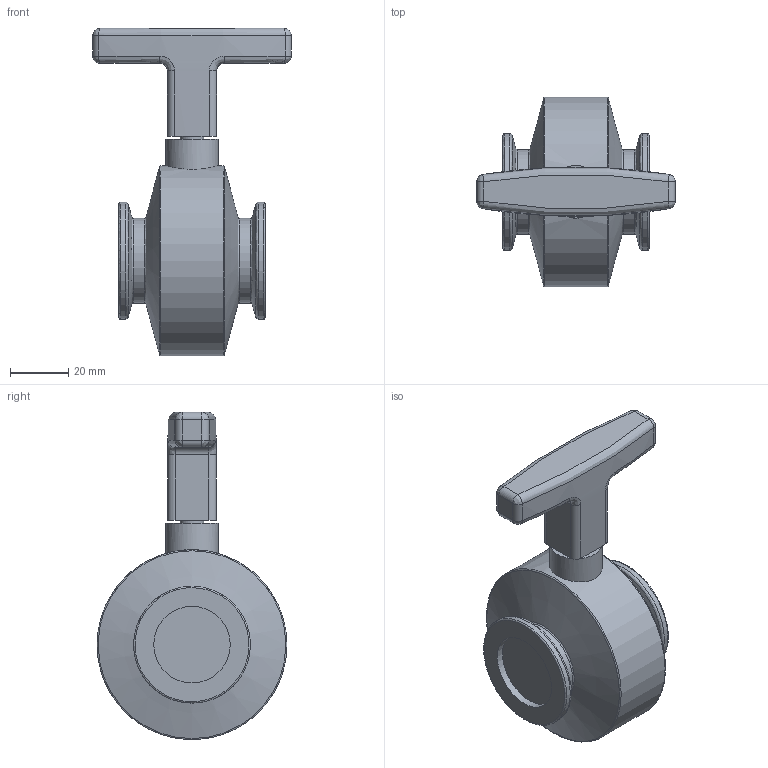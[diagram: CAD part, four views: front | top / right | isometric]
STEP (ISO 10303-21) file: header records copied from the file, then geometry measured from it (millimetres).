
FILE_DESCRIPTION (( 'STEP AP214' ), '1' );
FILE_NAME ('FULLVAC VPI1KF25.STEP', '2019-03-26T11:04:44', ( '' ), ( '' ), 'SwSTEP 2.0', 'SolidWorks 2017', '' );
FILE_SCHEMA (( 'AUTOMOTIVE_DESIGN' ));
Length unit declared in the file: millimetre
Products named in the file (4): 3^VPI1KF25; 2^VPI1KF25; 1^VPI1KF25; FULLVAC VPI1KF25
Assembly tree (3 placements, depth 2):
  FULLVAC VPI1KF25
    1^VPI1KF25
    2^VPI1KF25
    3^VPI1KF25
Bounding box: 68 x 65 x 112 mm (x, y, z)
Volume: 123106.8 mm3; surface area: 26032.2 mm2
Topology: 3 solids, 3 shells, 101 faces, 219 edges, 127 vertices
Faces by surface type: cylinder 35, plane 32, bspline 28, cone 6
Full cylindrical faces by diameter (mm): 3.3 x2, 6.2 x2, 8 x2, 10 x4, 18 x2, 26.2 x2, 29 x2, 40 x2, 65 x1
Entity records: 3382 total; most frequent: CARTESIAN_POINT 1380, DIRECTION 398, ORIENTED_EDGE 320, AXIS2_PLACEMENT_3D 176, EDGE_CURVE 160, EDGE_LOOP 152, FACE_OUTER_BOUND 130, VERTEX_POINT 112
